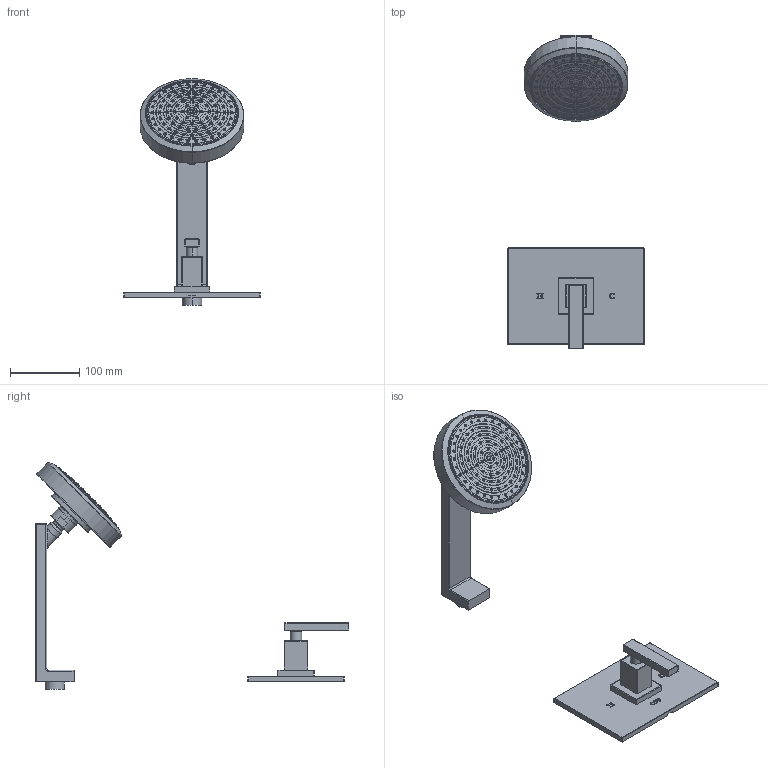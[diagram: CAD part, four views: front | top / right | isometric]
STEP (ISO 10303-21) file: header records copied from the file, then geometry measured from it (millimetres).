
FILE_DESCRIPTION((''),'2;1');
FILE_NAME('3-2564BP__','2021-08-26T16:58:13',('rsmith'),(''),'CREO PARAMETRIC BY PTC INC, 2018400','CREO PARAMETRIC BY PTC INC, 2018400','');
FILE_SCHEMA(('AUTOMOTIVE_DESIGN { 1 0 10303 214 1 1 1 1 }'));
Products named in the file (1): 3-2564BP__
Bounding box: 196.85 x 452.81 x 327.83 mm (x, y, z)
Volume: 596176.8 mm3; surface area: 245551.1 mm2
Topology: 64 solids, 64 shells, 1943 faces, 4976 edges, 3203 vertices
Faces by surface type: cylinder 846, plane 404, torus 234, cone 192, extrusion 178, sphere 80, bspline 9
Entity records: 111368 total; most frequent: CARTESIAN_POINT 36523, DIRECTION 10007, ORIENTED_EDGE 9948, PRESENTATION_STYLE_ASSIGNMENT 6502, STYLED_ITEM 5038, CURVE_STYLE 4974, EDGE_CURVE 4974, AXIS2_PLACEMENT_3D 4164
